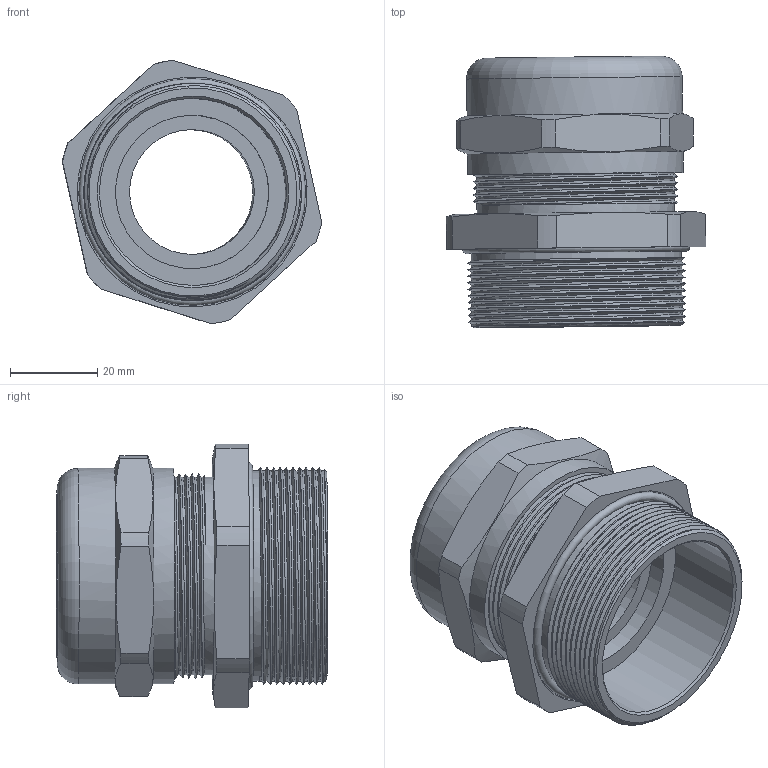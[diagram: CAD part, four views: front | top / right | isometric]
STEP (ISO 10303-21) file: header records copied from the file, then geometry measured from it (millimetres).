
FILE_DESCRIPTION(/* description */ ('E ALPHA X M 50x1,5, KB: 26-35 mm'),/* implementation_level */ '2;1');
FILE_NAME(/* name */ 'EBU5MBNC-RST.stp',/* time_stamp */ '2020-03-09T07:14:49+01:00',/* author */ ('sl'),/* organization */ (''),/* preprocessor_version */ 'ST-DEVELOPER v16.5',/* originating_system */ 'Autodesk Inventor 2017',/* authorisation */ '');
FILE_SCHEMA (('AUTOMOTIVE_DESIGN { 1 0 10303 214 3 1 1 }'));
Length unit declared in the file: millimetre
Products named in the file (7): EBU5MBNC; EBU5MBNC_1; EBU5MBNC_2; EBU5MBNC_3; EBU5MBNC_4; EBU5MBNC_5; EBU5MBNC_6
Assembly tree (6 placements, depth 2):
  EBU5MBNC
    EBU5MBNC_1
    EBU5MBNC_2
    EBU5MBNC_3
    EBU5MBNC_4
    EBU5MBNC_5
    EBU5MBNC_6
Bounding box: 59.54 x 62.24 x 60.47 mm (x, y, z)
Volume: 58014 mm3; surface area: 52308.1 mm2
Topology: 6 solids, 6 shells, 721 faces, 2090 edges, 1386 vertices
Faces by surface type: plane 434, cone 212, cylinder 65, bspline 6, torus 4
Full cylindrical faces by diameter (mm): 28.62 x1, 31.12 x1, 31.62 x1, 35.15 x1, 35.34 x1, 35.38 x1, 35.72 x1, 39 x1, 39.37 x1, 39.4 x1, 39.68 x1, 42.9 x1, 44.97 x1, 45.318 x7, 45.5 x12, 48.308 x11, 49.48 x2, 52.708 x1
Entity records: 28184 total; most frequent: CARTESIAN_POINT 10180, DIRECTION 3992, ORIENTED_EDGE 3936, EDGE_CURVE 1968, AXIS2_PLACEMENT_3D 1778, VERTEX_POINT 1322, EDGE_LOOP 736, FACE_OUTER_BOUND 691
